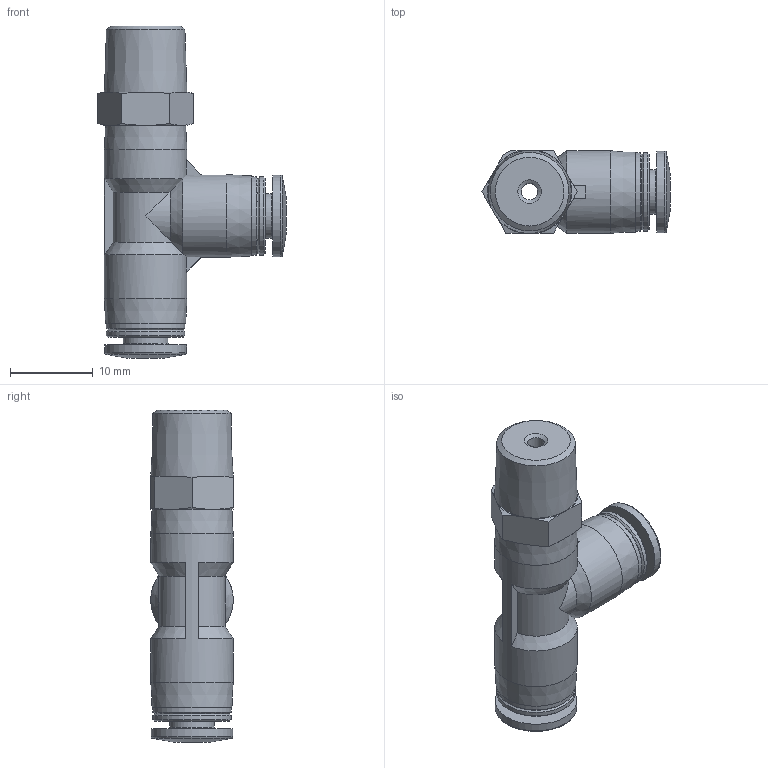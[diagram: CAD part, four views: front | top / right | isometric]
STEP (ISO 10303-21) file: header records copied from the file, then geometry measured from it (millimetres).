
FILE_DESCRIPTION(/* description */ ('STEP AP214'),/* implementation_level */ '2;1');
FILE_NAME(/* name */ '133061_NPQP-LQ-R18-Q4-FD-P10',/* time_stamp */ '2024-09-13T07:33:51+02:00',/* author */ ('License CC BY-ND 4.0'),/* organization */ ('CADENAS'),/* preprocessor_version */ 'ST-DEVELOPER v19.3',/* originating_system */ 'PARTsolutions',/* authorisation */ ' ');
FILE_SCHEMA (('AUTOMOTIVE_DESIGN {1 0 10303 214 3 1 1}'));
Length unit declared in the file: millimetre
Products named in the file (1): 133061 NPQP-LQ-R18-Q4-FD-P10
Bounding box: 22.77 x 10 x 40.2 mm (x, y, z)
Volume: 3348.9 mm3; surface area: 2517.8 mm2
Topology: 1 solids, 1 shells, 83 faces, 196 edges, 124 vertices
Faces by surface type: cone 32, plane 26, cylinder 18, torus 7
Full cylindrical faces by diameter (mm): 2 x2, 4 x2, 5.4 x2, 9.5 x4, 9.9 x2, 10 x2
Entity records: 2259 total; most frequent: CARTESIAN_POINT 481, DIRECTION 367, ORIENTED_EDGE 314, AXIS2_PLACEMENT_3D 166, EDGE_CURVE 157, EDGE_LOOP 131, FACE_BOUND 131, VERTEX_POINT 120
